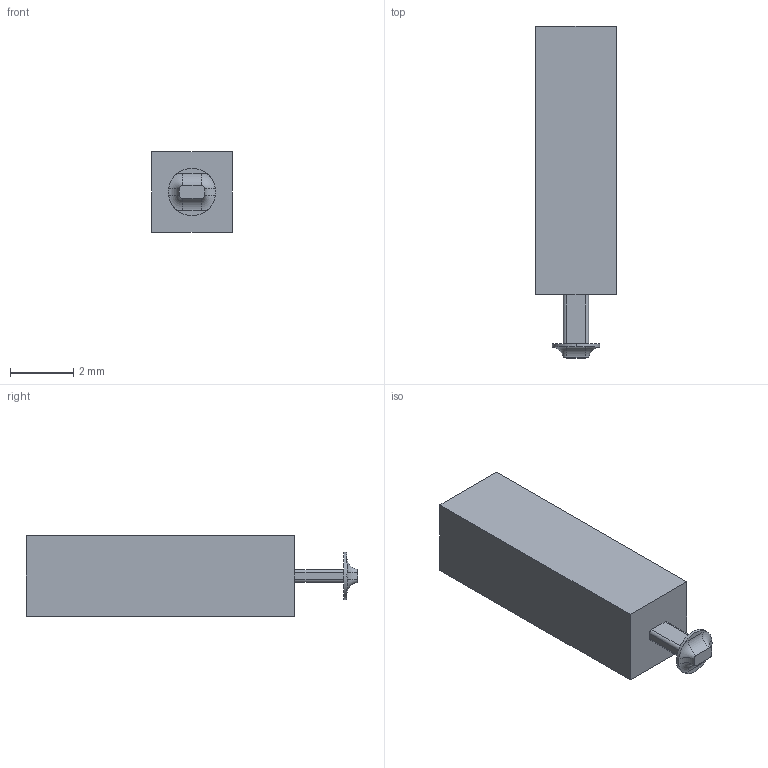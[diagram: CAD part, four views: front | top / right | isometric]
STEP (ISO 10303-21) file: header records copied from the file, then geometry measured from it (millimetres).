
FILE_DESCRIPTION (( 'STEP AP214' ), '1' );
FILE_NAME ('ROW HEADER 1.STEP', '2022-05-17T11:10:32', ( '' ), ( '' ), 'SwSTEP 2.0', 'SolidWorks 2021', '' );
FILE_SCHEMA (( 'AUTOMOTIVE_DESIGN' ));
Length unit declared in the file: millimetre
Products named in the file (1): ROW HEADER 1
Bounding box: 2.54 x 10.51 x 2.54 mm (x, y, z)
Volume: 50.1 mm3; surface area: 125.9 mm2
Topology: 1 solids, 1 shells, 37 faces, 92 edges, 60 vertices
Faces by surface type: plane 23, cylinder 10, torus 4
Entity records: 1559 total; most frequent: CARTESIAN_POINT 216, DIRECTION 192, ORIENTED_EDGE 184, EDGE_CURVE 92, AXIS2_PLACEMENT_3D 68, VERTEX_POINT 60, LINE 56, VECTOR 56
